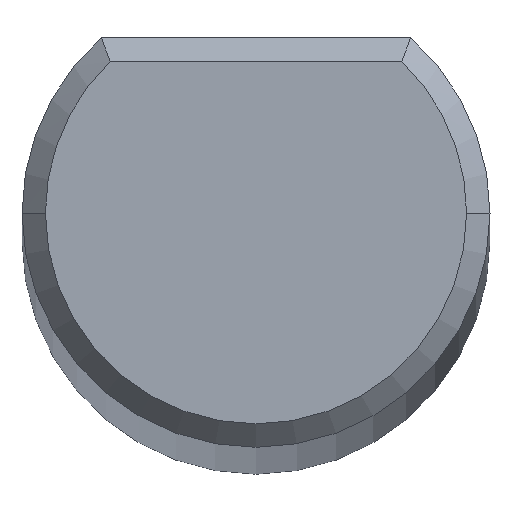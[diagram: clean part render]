
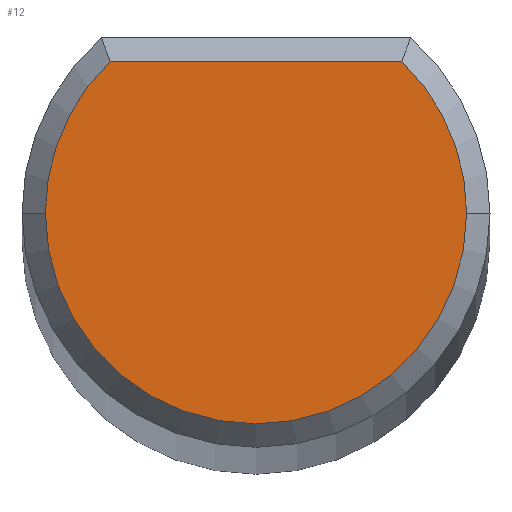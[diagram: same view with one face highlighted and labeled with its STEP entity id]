
A CAD part, top view. The second image highlights one B-rep face of the part: STEP entity #12.
In plain terms, the highlighted planar face has unit normal (0, 0, 1).
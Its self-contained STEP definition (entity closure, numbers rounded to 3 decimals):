
#1 = DIRECTION ( 'NONE',  ( -1., 0., 0. ) ) ;
#2 = ORIENTED_EDGE ( 'NONE', *, *, #90, .F. ) ;
#12 = ADVANCED_FACE ( 'NONE', ( #356 ), #202, .T. ) ;
#15 = DIRECTION ( 'NONE',  ( 0., 0., -1. ) ) ;
#20 = CARTESIAN_POINT ( 'NONE',  ( -1.8, 0., 132. ) ) ;
#26 = DIRECTION ( 'NONE',  ( 0., 0., 1. ) ) ;
#28 = ORIENTED_EDGE ( 'NONE', *, *, #355, .F. ) ;
#35 = DIRECTION ( 'NONE',  ( 0., 0., -1. ) ) ;
#54 = CARTESIAN_POINT ( 'NONE',  ( 0., 0., 132. ) ) ;
#61 = CARTESIAN_POINT ( 'NONE',  ( 0., 1.3, 132. ) ) ;
#65 = CIRCLE ( 'NONE', #113, 1.8 ) ;
#66 = CIRCLE ( 'NONE', #222, 1.8 ) ;
#84 = VECTOR ( 'NONE', #267, 1000. ) ;
#90 = EDGE_CURVE ( 'NONE', #128, #92, #65, .T. ) ;
#92 = VERTEX_POINT ( 'NONE', #20 ) ;
#101 = ORIENTED_EDGE ( 'NONE', *, *, #105, .F. ) ;
#105 = EDGE_CURVE ( 'NONE', #210, #128, #129, .T. ) ;
#113 = AXIS2_PLACEMENT_3D ( 'NONE', #54, #171, #296 ) ;
#118 = CARTESIAN_POINT ( 'NONE',  ( 0., 0., 132. ) ) ;
#120 = DIRECTION ( 'NONE',  ( 1., 0., 0. ) ) ;
#128 = VERTEX_POINT ( 'NONE', #208 ) ;
#129 = CIRCLE ( 'NONE', #344, 1.8 ) ;
#166 = VERTEX_POINT ( 'NONE', #345 ) ;
#171 = DIRECTION ( 'NONE',  ( 0., 0., -1. ) ) ;
#202 = PLANE ( 'NONE',  #294 ) ;
#208 = CARTESIAN_POINT ( 'NONE',  ( 1.8, 0., 132. ) ) ;
#210 = VERTEX_POINT ( 'NONE', #316 ) ;
#222 = AXIS2_PLACEMENT_3D ( 'NONE', #385, #15, #228 ) ;
#228 = DIRECTION ( 'NONE',  ( -1., 0., 0. ) ) ;
#267 = DIRECTION ( 'NONE',  ( -1., 0., 0. ) ) ;
#279 = EDGE_CURVE ( 'NONE', #210, #166, #332, .T. ) ;
#294 = AXIS2_PLACEMENT_3D ( 'NONE', #118, #26, #120 ) ;
#296 = DIRECTION ( 'NONE',  ( -1., 0., 0. ) ) ;
#308 = CARTESIAN_POINT ( 'NONE',  ( 0., 0., 132. ) ) ;
#316 = CARTESIAN_POINT ( 'NONE',  ( 1.245, 1.3, 132. ) ) ;
#332 = LINE ( 'NONE', #61, #84 ) ;
#336 = ORIENTED_EDGE ( 'NONE', *, *, #279, .T. ) ;
#341 = EDGE_LOOP ( 'NONE', ( #101, #336, #28, #2 ) ) ;
#344 = AXIS2_PLACEMENT_3D ( 'NONE', #308, #35, #1 ) ;
#345 = CARTESIAN_POINT ( 'NONE',  ( -1.245, 1.3, 132. ) ) ;
#355 = EDGE_CURVE ( 'NONE', #92, #166, #66, .T. ) ;
#356 = FACE_OUTER_BOUND ( 'NONE', #341, .T. ) ;
#385 = CARTESIAN_POINT ( 'NONE',  ( 0., 0., 132. ) ) ;
